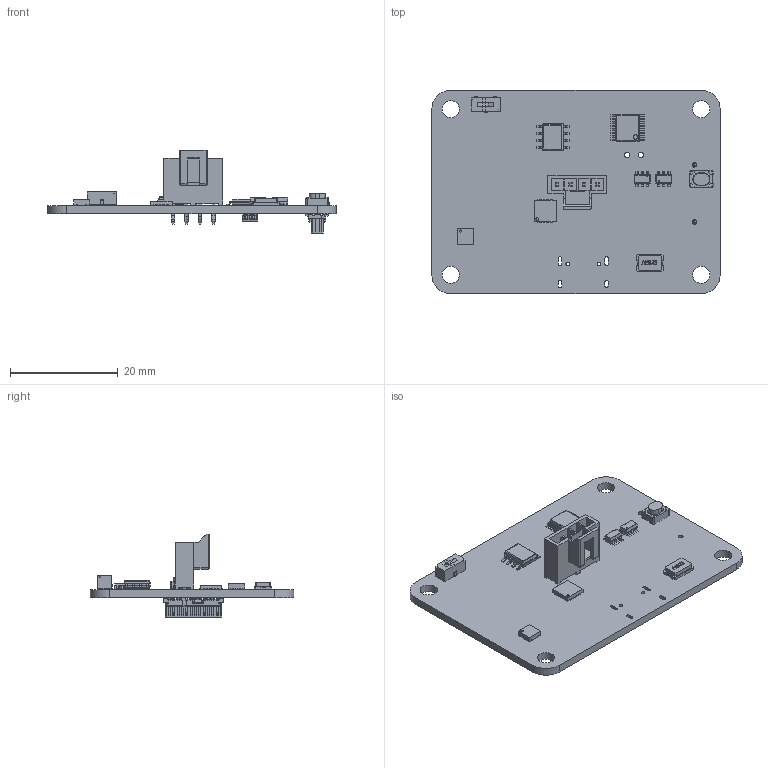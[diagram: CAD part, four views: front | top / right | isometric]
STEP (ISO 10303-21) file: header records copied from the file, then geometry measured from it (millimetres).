
FILE_DESCRIPTION(('KiCad electronic assembly'),'2;1');
FILE_NAME('pcb.step','2025-09-27T20:51:14',('Pcbnew'),('Kicad'), 'Open CASCADE STEP processor 7.6','KiCad to STEP converter','Unknown' );
FILE_SCHEMA(('AUTOMOTIVE_DESIGN { 1 0 10303 214 1 1 1 1 }'));
Length unit declared in the file: millimetre
Products named in the file (32): pcb 1; kicad_embedded_7DC29C11B478E83CAAE6EDD3F86CEE28; Body; ThermalPin; PinsArrayLR; PinsArrayTB; kicad_embedded_73DEC3C8188B192BB766D5EF84C257D5; SOLID; COMPOUND; kicad_embedded_80648CF4BC20E26EE79A107493411D47; kicad_embedded_DC8F7DF302591227B9F71E251B6FE682; kicad_embedded_70E7614803E5E4F918B4D78DA69A18BB; kicad_embedded_9406EA57197DC5EF7108E35EAA086FA7; kicad_embedded_3D71A1646294B3B164AE360202226709; BODY-SO; LEAD-D0008A; kicad_embedded_D7A77EA55A9ED174AE7BDA0E2B5FD945; TL3365AF180QG--3DModel-STEP-520916; kicad_embedded_56B24F308F6888E3FDFED7468DE222D1; BODY-TSSOP; LEAD-TSSOP; PIN1; DAP; kicad_embedded_859D8F87712FC3AA3CD0B09B2C2BA353; kicad_embedded_75855460F7EEAB49F223456EA915E91B; LEAD-SO; PeripheralSOM_PCB
Assembly tree (61 placements, depth 3):
  pcb 1
    kicad_embedded_7DC29C11B478E83CAAE6EDD3F86CEE28
      Body
      ThermalPin
      PinsArrayLR
      PinsArrayTB
    kicad_embedded_73DEC3C8188B192BB766D5EF84C257D5
      SOLID
      COMPOUND
    kicad_embedded_80648CF4BC20E26EE79A107493411D47  x2
      Body
      PinsArrayLR
    kicad_embedded_DC8F7DF302591227B9F71E251B6FE682
    kicad_embedded_70E7614803E5E4F918B4D78DA69A18BB
    kicad_embedded_9406EA57197DC5EF7108E35EAA086FA7
    kicad_embedded_3D71A1646294B3B164AE360202226709
      BODY-SO
      LEAD-D0008A  x8
    kicad_embedded_D7A77EA55A9ED174AE7BDA0E2B5FD945
      TL3365AF180QG--3DModel-STEP-520916
    kicad_embedded_56B24F308F6888E3FDFED7468DE222D1
      BODY-TSSOP
      LEAD-TSSOP  x16
      PIN1
      DAP
    kicad_embedded_859D8F87712FC3AA3CD0B09B2C2BA353
      SOLID
      COMPOUND
    kicad_embedded_75855460F7EEAB49F223456EA915E91B
      BODY-SO
      LEAD-SO  x8
    PeripheralSOM_PCB
Bounding box: 53.5 x 37.75 x 15.41 mm (x, y, z)
Volume: 3457.7 mm3; surface area: 5896.3 mm2
Topology: 99 solids, 99 shells, 2676 faces, 6939 edges, 4626 vertices
Faces by surface type: plane 2113, cylinder 465, bspline 68, sphere 20, cone 10
Full cylindrical faces by diameter (mm): 0.2 x2, 0.5 x1, 0.65 x2, 0.85 x2, 1 x2, 1.2 x4, 1.3 x1, 3.2 x4
Entity records: 69392 total; most frequent: CARTESIAN_POINT 15423, ORIENTED_EDGE 11042, DIRECTION 10464, EDGE_CURVE 5521, LINE 4840, VECTOR 4840, VERTEX_POINT 3548, AXIS2_PLACEMENT_3D 2812
